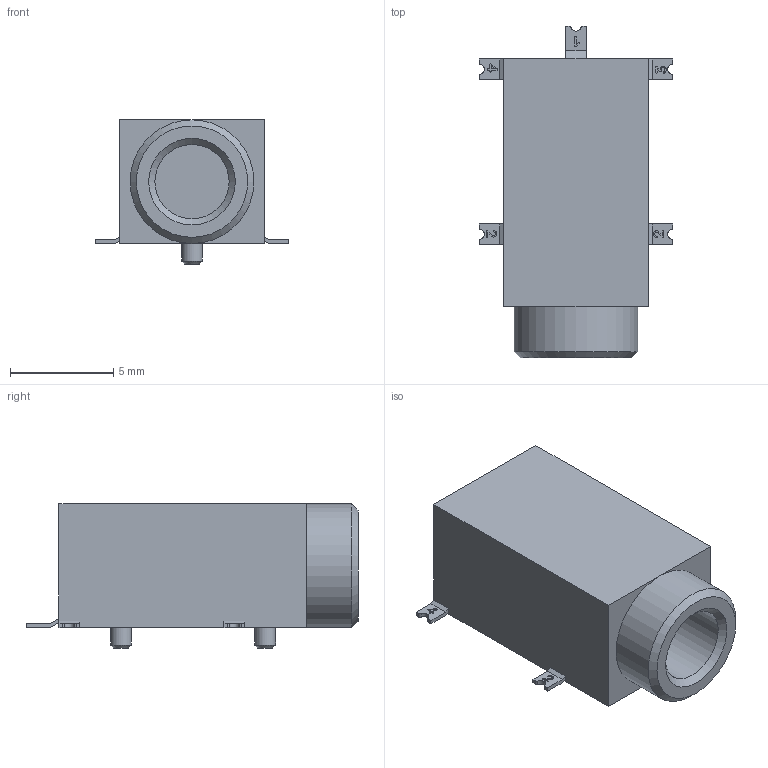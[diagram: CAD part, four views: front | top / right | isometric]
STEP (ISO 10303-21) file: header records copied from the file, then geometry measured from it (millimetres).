
FILE_DESCRIPTION(/* description */ ('BS layout'),/* implementation_level */ '2;1');
FILE_NAME(/* name */ 'KLS1-SPJ3.5-007',/* time_stamp */ '2023-10-04T13:31:11+03:00',/* author */ ('Ivan D. Ivanov'),/* organization */ ('S.D. Design Ltd.'),/* preprocessor_version */ 'ST-DEVELOPER v18.104',/* originating_system */ 'Solid Edge',/* authorisation */ 'Unknown');
FILE_SCHEMA (('AUTOMOTIVE_DESIGN {1 0 10303 214 3 1 1}'));
Length unit declared in the file: millimetre
Products named in the file (1): KLS1-SPJ3.5-007
Bounding box: 9.4 x 16.1 x 7 mm (x, y, z)
Volume: 489.5 mm3; surface area: 555.1 mm2
Topology: 1 solids, 1 shells, 98 faces, 248 edges, 164 vertices
Faces by surface type: plane 58, cylinder 19, bspline 17, cone 4
Full cylindrical faces by diameter (mm): 1 x2, 3.6 x1, 6 x1
Entity records: 4600 total; most frequent: CARTESIAN_POINT 1648, ORIENTED_EDGE 474, DIRECTION 410, EDGE_CURVE 237, VERTEX_POINT 161, LINE 160, VECTOR 160, AXIS2_PLACEMENT_3D 125
